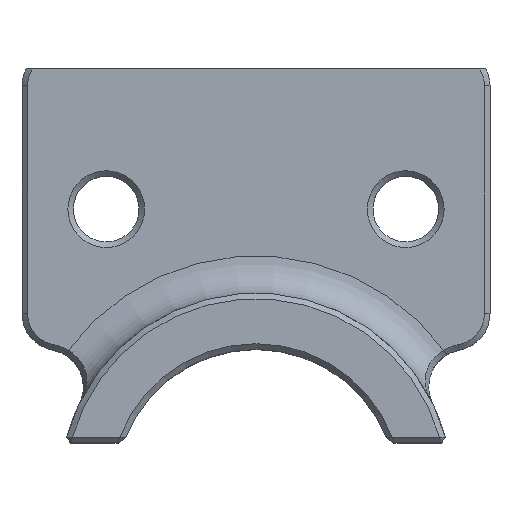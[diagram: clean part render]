
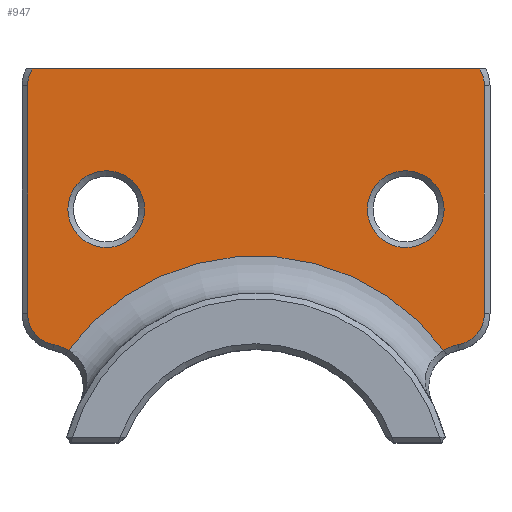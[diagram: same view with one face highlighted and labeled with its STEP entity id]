
A CAD part, top view. The second image highlights one B-rep face of the part: STEP entity #947.
In plain terms, the highlighted planar face has unit normal (0, 0, 1).
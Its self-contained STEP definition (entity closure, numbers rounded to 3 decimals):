
#20=B_SPLINE_CURVE_WITH_KNOTS('',3,(#1497,#1498,#1499,#1500),
 .UNSPECIFIED.,.F.,.F.,(4,4),(-0.398,-0.396),
 .UNSPECIFIED.);
#21=B_SPLINE_CURVE_WITH_KNOTS('',3,(#1504,#1505,#1506,#1507),
 .UNSPECIFIED.,.F.,.F.,(4,4),(-0.37,-0.368),
 .UNSPECIFIED.);
#63=FACE_BOUND('',#184,.T.);
#64=FACE_BOUND('',#185,.T.);
#78=CIRCLE('',#1035,1.7);
#81=CIRCLE('',#1041,2.05);
#82=CIRCLE('',#1043,1.7);
#83=CIRCLE('',#1044,1.7);
#84=CIRCLE('',#1045,2.3);
#85=CIRCLE('',#1046,12.5);
#86=CIRCLE('',#1047,2.3);
#87=CIRCLE('',#1048,1.7);
#88=CIRCLE('',#1049,2.05);
#117=FACE_OUTER_BOUND('',#183,.T.);
#183=EDGE_LOOP('',(#675,#676,#677,#678,#679,#680,#681,#682,#683,#684,#685,
#686));
#184=EDGE_LOOP('',(#687));
#185=EDGE_LOOP('',(#688));
#253=LINE('',#1411,#329);
#267=LINE('',#1491,#343);
#268=LINE('',#1512,#344);
#329=VECTOR('',#1125,10.);
#343=VECTOR('',#1191,10.);
#344=VECTOR('',#1202,10.);
#405=VERTEX_POINT('',#1409);
#406=VERTEX_POINT('',#1410);
#429=VERTEX_POINT('',#1472);
#432=VERTEX_POINT('',#1484);
#433=VERTEX_POINT('',#1488);
#434=VERTEX_POINT('',#1490);
#435=VERTEX_POINT('',#1492);
#436=VERTEX_POINT('',#1494);
#437=VERTEX_POINT('',#1496);
#438=VERTEX_POINT('',#1501);
#439=VERTEX_POINT('',#1503);
#440=VERTEX_POINT('',#1508);
#441=VERTEX_POINT('',#1510);
#442=VERTEX_POINT('',#1513);
#485=EDGE_CURVE('',#405,#406,#253,.T.);
#512=EDGE_CURVE('',#405,#429,#78,.T.);
#518=EDGE_CURVE('',#432,#432,#81,.T.);
#520=EDGE_CURVE('',#433,#406,#82,.T.);
#521=EDGE_CURVE('',#434,#433,#267,.T.);
#522=EDGE_CURVE('',#435,#434,#83,.T.);
#523=EDGE_CURVE('',#436,#435,#84,.T.);
#524=EDGE_CURVE('',#437,#436,#20,.T.);
#525=EDGE_CURVE('',#438,#437,#85,.T.);
#526=EDGE_CURVE('',#439,#438,#21,.T.);
#527=EDGE_CURVE('',#440,#439,#86,.T.);
#528=EDGE_CURVE('',#441,#440,#87,.T.);
#529=EDGE_CURVE('',#429,#441,#268,.T.);
#530=EDGE_CURVE('',#442,#442,#88,.T.);
#675=ORIENTED_EDGE('',*,*,#485,.T.);
#676=ORIENTED_EDGE('',*,*,#520,.F.);
#677=ORIENTED_EDGE('',*,*,#521,.F.);
#678=ORIENTED_EDGE('',*,*,#522,.F.);
#679=ORIENTED_EDGE('',*,*,#523,.F.);
#680=ORIENTED_EDGE('',*,*,#524,.F.);
#681=ORIENTED_EDGE('',*,*,#525,.F.);
#682=ORIENTED_EDGE('',*,*,#526,.F.);
#683=ORIENTED_EDGE('',*,*,#527,.F.);
#684=ORIENTED_EDGE('',*,*,#528,.F.);
#685=ORIENTED_EDGE('',*,*,#529,.F.);
#686=ORIENTED_EDGE('',*,*,#512,.F.);
#687=ORIENTED_EDGE('',*,*,#530,.F.);
#688=ORIENTED_EDGE('',*,*,#518,.F.);
#913=PLANE('',#1042);
#947=ADVANCED_FACE('',(#117,#63,#64),#913,.T.);
#1035=AXIS2_PLACEMENT_3D('',#1473,#1169,#1170);
#1041=AXIS2_PLACEMENT_3D('',#1485,#1184,#1185);
#1042=AXIS2_PLACEMENT_3D('',#1487,#1187,#1188);
#1043=AXIS2_PLACEMENT_3D('',#1489,#1189,#1190);
#1044=AXIS2_PLACEMENT_3D('',#1493,#1192,#1193);
#1045=AXIS2_PLACEMENT_3D('',#1495,#1194,#1195);
#1046=AXIS2_PLACEMENT_3D('',#1502,#1196,#1197);
#1047=AXIS2_PLACEMENT_3D('',#1509,#1198,#1199);
#1048=AXIS2_PLACEMENT_3D('',#1511,#1200,#1201);
#1049=AXIS2_PLACEMENT_3D('',#1514,#1203,#1204);
#1125=DIRECTION('',(-1.,0.,0.));
#1169=DIRECTION('center_axis',(0.,0.,-1.));
#1170=DIRECTION('ref_axis',(0.911,0.412,0.));
#1184=DIRECTION('center_axis',(0.,0.,1.));
#1185=DIRECTION('ref_axis',(1.,0.,0.));
#1187=DIRECTION('center_axis',(0.,0.,1.));
#1188=DIRECTION('ref_axis',(1.,0.,0.));
#1189=DIRECTION('center_axis',(0.,0.,-1.));
#1190=DIRECTION('ref_axis',(-0.911,0.412,0.));
#1191=DIRECTION('',(0.,1.,0.));
#1192=DIRECTION('center_axis',(0.,0.,-1.));
#1193=DIRECTION('ref_axis',(-1.,0.,0.));
#1194=DIRECTION('center_axis',(0.,0.,1.));
#1195=DIRECTION('ref_axis',(0.849,0.529,0.));
#1196=DIRECTION('center_axis',(0.,0.,1.));
#1197=DIRECTION('ref_axis',(0.,1.,0.));
#1198=DIRECTION('center_axis',(0.,0.,1.));
#1199=DIRECTION('ref_axis',(-0.849,0.529,0.));
#1200=DIRECTION('center_axis',(0.,0.,-1.));
#1201=DIRECTION('ref_axis',(1.,0.,0.));
#1202=DIRECTION('',(0.,-1.,0.));
#1203=DIRECTION('center_axis',(0.,0.,1.));
#1204=DIRECTION('ref_axis',(1.,0.,0.));
#1409=CARTESIAN_POINT('',(11.94,7.5,0.));
#1410=CARTESIAN_POINT('',(-11.94,7.5,0.));
#1411=CARTESIAN_POINT('',(0.,7.5,0.));
#1472=CARTESIAN_POINT('',(12.2,6.596,0.));
#1473=CARTESIAN_POINT('Origin',(10.5,6.596,0.));
#1484=CARTESIAN_POINT('',(5.95,0.,0.));
#1485=CARTESIAN_POINT('Origin',(8.,0.,0.));
#1487=CARTESIAN_POINT('Origin',(0.,7.,0.));
#1488=CARTESIAN_POINT('',(-12.2,6.596,0.));
#1489=CARTESIAN_POINT('Origin',(-10.5,6.596,0.));
#1490=CARTESIAN_POINT('',(-12.2,-5.566,0.));
#1491=CARTESIAN_POINT('',(-12.2,-0.25,0.));
#1492=CARTESIAN_POINT('',(-10.808,-7.238,0.));
#1493=CARTESIAN_POINT('Origin',(-10.5,-5.566,0.));
#1494=CARTESIAN_POINT('',(-10.051,-7.522,0.));
#1495=CARTESIAN_POINT('Origin',(-11.225,-9.5,0.));
#1496=CARTESIAN_POINT('',(-10.027,-7.536,0.));
#1497=CARTESIAN_POINT('Ctrl Pts',(-10.027,-7.536,0.));
#1498=CARTESIAN_POINT('Ctrl Pts',(-10.035,-7.532,0.));
#1499=CARTESIAN_POINT('Ctrl Pts',(-10.043,-7.527,0.));
#1500=CARTESIAN_POINT('Ctrl Pts',(-10.051,-7.522,0.));
#1501=CARTESIAN_POINT('',(10.027,-7.536,0.));
#1502=CARTESIAN_POINT('Origin',(0.,-15.,0.));
#1503=CARTESIAN_POINT('',(10.051,-7.522,0.));
#1504=CARTESIAN_POINT('Ctrl Pts',(10.051,-7.522,0.));
#1505=CARTESIAN_POINT('Ctrl Pts',(10.043,-7.527,0.));
#1506=CARTESIAN_POINT('Ctrl Pts',(10.035,-7.532,0.));
#1507=CARTESIAN_POINT('Ctrl Pts',(10.027,-7.536,0.));
#1508=CARTESIAN_POINT('',(10.808,-7.238,0.));
#1509=CARTESIAN_POINT('Origin',(11.225,-9.5,0.));
#1510=CARTESIAN_POINT('',(12.2,-5.566,0.));
#1511=CARTESIAN_POINT('Origin',(10.5,-5.566,0.));
#1512=CARTESIAN_POINT('',(12.2,7.25,0.));
#1513=CARTESIAN_POINT('',(-10.05,0.,0.));
#1514=CARTESIAN_POINT('Origin',(-8.,0.,0.));
